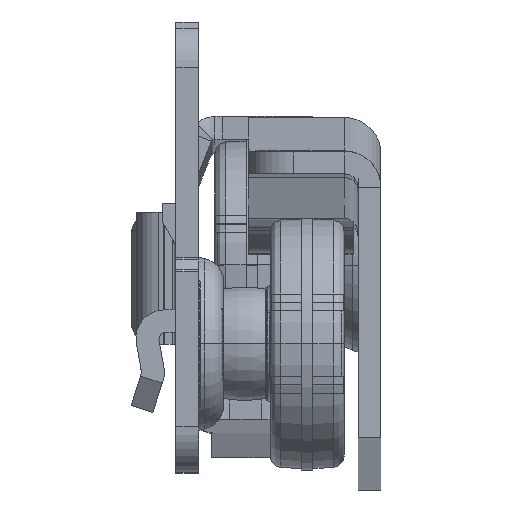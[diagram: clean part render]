
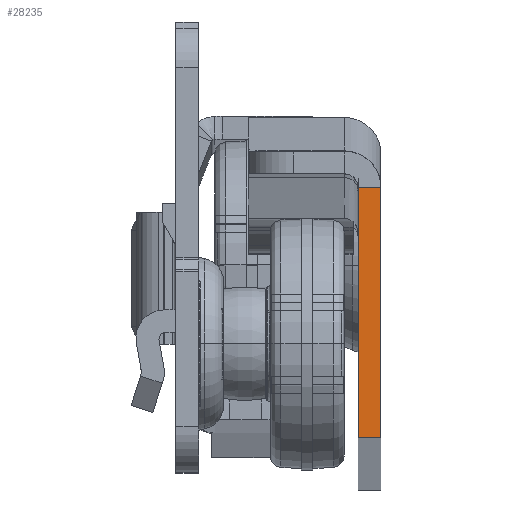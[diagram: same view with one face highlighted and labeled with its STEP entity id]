
A CAD part, top view. The second image highlights one B-rep face of the part: STEP entity #28235.
In plain terms, the highlighted face is planar.
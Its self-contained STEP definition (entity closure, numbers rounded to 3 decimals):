
#3056 = DIRECTION ( 'NONE',  ( 1., 0., 0. ) ) ;
#3251 = VERTEX_POINT ( 'NONE', #53437 ) ;
#3647 = VERTEX_POINT ( 'NONE', #18881 ) ;
#4834 = VECTOR ( 'NONE', #24461, 1000. ) ;
#4929 = DIRECTION ( 'NONE',  ( 0., -1., 0. ) ) ;
#5188 = VECTOR ( 'NONE', #39455, 1000. ) ;
#7434 = DIRECTION ( 'NONE',  ( 0., 0., 1. ) ) ;
#7601 = CARTESIAN_POINT ( 'NONE',  ( 0., 10.226, 745.5 ) ) ;
#8441 = VERTEX_POINT ( 'NONE', #41981 ) ;
#8797 = ORIENTED_EDGE ( 'NONE', *, *, #39834, .T. ) ;
#11959 = CARTESIAN_POINT ( 'NONE',  ( -2., -11.75, 745.5 ) ) ;
#13783 = CARTESIAN_POINT ( 'NONE',  ( -2., 10.226, 745.5 ) ) ;
#14073 = LINE ( 'NONE', #13783, #5188 ) ;
#15222 = CARTESIAN_POINT ( 'NONE',  ( -2., -11.75, 745.5 ) ) ;
#16616 = ORIENTED_EDGE ( 'NONE', *, *, #47297, .T. ) ;
#17202 = ORIENTED_EDGE ( 'NONE', *, *, #47469, .F. ) ;
#17589 = LINE ( 'NONE', #50359, #43369 ) ;
#18881 = CARTESIAN_POINT ( 'NONE',  ( -2., -11.75, 745.5 ) ) ;
#20613 = EDGE_CURVE ( 'NONE', #36255, #8441, #27977, .T. ) ;
#23294 = FACE_OUTER_BOUND ( 'NONE', #47596, .T. ) ;
#24461 = DIRECTION ( 'NONE',  ( 0., -1., 0. ) ) ;
#25123 = ORIENTED_EDGE ( 'NONE', *, *, #20613, .F. ) ;
#27977 = LINE ( 'NONE', #44768, #4834 ) ;
#28235 = ADVANCED_FACE ( 'NONE', ( #23294 ), #32756, .T. ) ;
#28398 = DIRECTION ( 'NONE',  ( 1., 0., 0. ) ) ;
#32756 = PLANE ( 'NONE',  #37596 ) ;
#36255 = VERTEX_POINT ( 'NONE', #7601 ) ;
#36546 = LINE ( 'NONE', #11959, #44884 ) ;
#37596 = AXIS2_PLACEMENT_3D ( 'NONE', #15222, #7434, #3056 ) ;
#39455 = DIRECTION ( 'NONE',  ( 1., 0., 0. ) ) ;
#39834 = EDGE_CURVE ( 'NONE', #3251, #3647, #17589, .T. ) ;
#41981 = CARTESIAN_POINT ( 'NONE',  ( 0., -11.75, 745.5 ) ) ;
#43369 = VECTOR ( 'NONE', #4929, 1000. ) ;
#44768 = CARTESIAN_POINT ( 'NONE',  ( 0., -11.75, 745.5 ) ) ;
#44884 = VECTOR ( 'NONE', #28398, 1000. ) ;
#47297 = EDGE_CURVE ( 'NONE', #3647, #8441, #36546, .T. ) ;
#47469 = EDGE_CURVE ( 'NONE', #3251, #36255, #14073, .T. ) ;
#47596 = EDGE_LOOP ( 'NONE', ( #17202, #8797, #16616, #25123 ) ) ;
#50359 = CARTESIAN_POINT ( 'NONE',  ( -2., -11.75, 745.5 ) ) ;
#53437 = CARTESIAN_POINT ( 'NONE',  ( -2., 10.226, 745.5 ) ) ;
